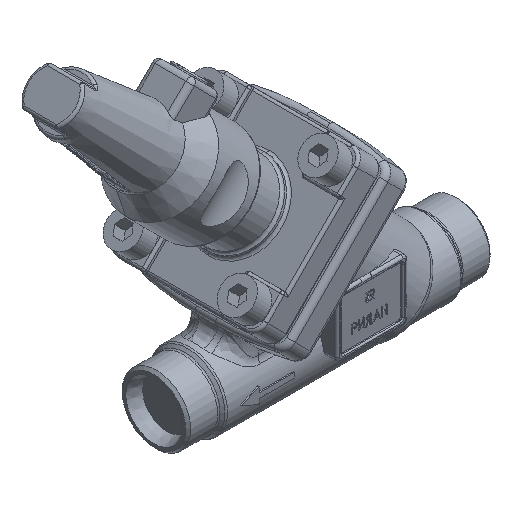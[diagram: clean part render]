
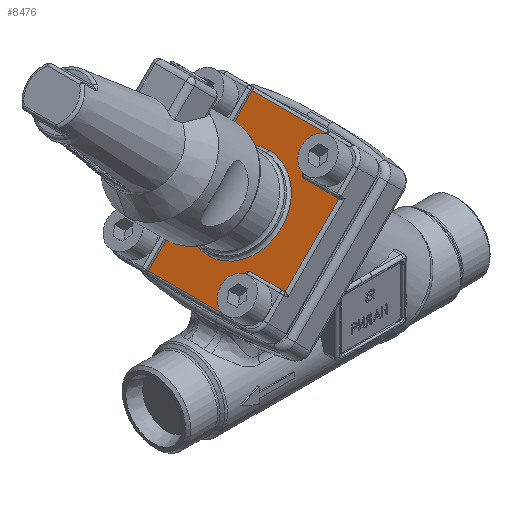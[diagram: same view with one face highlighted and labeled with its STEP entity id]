
A CAD part, isometric view. The second image highlights one B-rep face of the part: STEP entity #8476.
In plain terms, the highlighted planar face has unit normal (-0.707, 0, 0.707).
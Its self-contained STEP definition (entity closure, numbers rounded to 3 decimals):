
#8042=CARTESIAN_POINT('',(-16.088,-16.,65.028));
#8043=VERTEX_POINT('',#8042);
#8050=CARTESIAN_POINT('',(-16.088,-29.,65.028));
#8051=VERTEX_POINT('',#8050);
#8052=CARTESIAN_POINT('',(-16.088,-16.,65.028));
#8053=DIRECTION('',(-0.,-1.,-0.));
#8054=VECTOR('',#8053,13.);
#8055=LINE('',#8052,#8054);
#8056=EDGE_CURVE('',#8043,#8051,#8055,.T.);
#8082=CARTESIAN_POINT('',(-6.189,-15.,74.927));
#8083=VERTEX_POINT('',#8082);
#8090=CARTESIAN_POINT('',(-15.381,-15.,65.735));
#8091=VERTEX_POINT('',#8090);
#8092=CARTESIAN_POINT('',(-6.189,-15.,74.927));
#8093=DIRECTION('',(-0.707,0.,-0.707));
#8094=VECTOR('',#8093,13.);
#8095=LINE('',#8092,#8094);
#8096=EDGE_CURVE('',#8083,#8091,#8095,.T.);
#8122=CARTESIAN_POINT('',(-15.381,15.,65.735));
#8123=VERTEX_POINT('',#8122);
#8130=CARTESIAN_POINT('',(-6.189,15.,74.927));
#8131=VERTEX_POINT('',#8130);
#8132=CARTESIAN_POINT('',(-15.381,15.,65.735));
#8133=DIRECTION('',(0.707,-0.,0.707));
#8134=VECTOR('',#8133,13.);
#8135=LINE('',#8132,#8134);
#8136=EDGE_CURVE('',#8123,#8131,#8135,.T.);
#8162=CARTESIAN_POINT('',(-16.088,29.,65.028));
#8163=VERTEX_POINT('',#8162);
#8170=CARTESIAN_POINT('',(-16.088,16.,65.028));
#8171=VERTEX_POINT('',#8170);
#8172=CARTESIAN_POINT('',(-16.088,29.,65.028));
#8173=DIRECTION('',(-0.,-1.,-0.));
#8174=VECTOR('',#8173,13.);
#8175=LINE('',#8172,#8174);
#8176=EDGE_CURVE('',#8163,#8171,#8175,.T.);
#8202=CARTESIAN_POINT('',(-37.301,16.,43.815));
#8203=VERTEX_POINT('',#8202);
#8210=CARTESIAN_POINT('',(-37.301,29.,43.815));
#8211=VERTEX_POINT('',#8210);
#8212=CARTESIAN_POINT('',(-37.301,16.,43.815));
#8213=DIRECTION('',(0.,1.,0.));
#8214=VECTOR('',#8213,13.);
#8215=LINE('',#8212,#8214);
#8216=EDGE_CURVE('',#8203,#8211,#8215,.T.);
#8242=CARTESIAN_POINT('',(-47.201,15.,33.915));
#8243=VERTEX_POINT('',#8242);
#8250=CARTESIAN_POINT('',(-38.009,15.,43.107));
#8251=VERTEX_POINT('',#8250);
#8252=CARTESIAN_POINT('',(-47.201,15.,33.915));
#8253=DIRECTION('',(0.707,-0.,0.707));
#8254=VECTOR('',#8253,13.);
#8255=LINE('',#8252,#8254);
#8256=EDGE_CURVE('',#8243,#8251,#8255,.T.);
#8282=CARTESIAN_POINT('',(-38.009,-15.,43.107));
#8283=VERTEX_POINT('',#8282);
#8290=CARTESIAN_POINT('',(-47.201,-15.,33.915));
#8291=VERTEX_POINT('',#8290);
#8292=CARTESIAN_POINT('',(-38.009,-15.,43.107));
#8293=DIRECTION('',(-0.707,0.,-0.707));
#8294=VECTOR('',#8293,13.);
#8295=LINE('',#8292,#8294);
#8296=EDGE_CURVE('',#8283,#8291,#8295,.T.);
#8322=CARTESIAN_POINT('',(-37.301,-29.,43.815));
#8323=VERTEX_POINT('',#8322);
#8330=CARTESIAN_POINT('',(-37.301,-16.,43.815));
#8331=VERTEX_POINT('',#8330);
#8332=CARTESIAN_POINT('',(-37.301,-29.,43.815));
#8333=DIRECTION('',(0.,1.,0.));
#8334=VECTOR('',#8333,13.);
#8335=LINE('',#8332,#8334);
#8336=EDGE_CURVE('',#8323,#8331,#8335,.T.);
#8389=CARTESIAN_POINT('',(-26.695,0.,54.421));
#8390=DIRECTION('',(-0.707,0.,0.707));
#8391=DIRECTION('',(-0.707,0.,-0.707));
#8392=AXIS2_PLACEMENT_3D('',#8389,#8390,#8391);
#8393=PLANE('',#8392);
#8394=CARTESIAN_POINT('',(-38.716,0.,42.4));
#8395=VERTEX_POINT('',#8394);
#8396=CARTESIAN_POINT('',(-14.674,-0.,66.442));
#8397=VERTEX_POINT('',#8396);
#8398=CARTESIAN_POINT('',(-26.695,0.,54.421));
#8399=DIRECTION('',(0.707,-0.,-0.707));
#8400=DIRECTION('',(0.707,0.,0.707));
#8401=AXIS2_PLACEMENT_3D('',#8398,#8399,#8400);
#8402=CIRCLE('',#8401,17.);
#8403=EDGE_CURVE('',#8395,#8397,#8402,.T.);
#8404=ORIENTED_EDGE('',*,*,#8403,.T.);
#8405=CARTESIAN_POINT('',(-26.695,0.,54.421));
#8406=DIRECTION('',(0.707,-0.,-0.707));
#8407=DIRECTION('',(0.707,0.,0.707));
#8408=AXIS2_PLACEMENT_3D('',#8405,#8406,#8407);
#8409=CIRCLE('',#8408,17.);
#8410=EDGE_CURVE('',#8397,#8395,#8409,.T.);
#8411=ORIENTED_EDGE('',*,*,#8410,.T.);
#8412=EDGE_LOOP('',(#8404,#8411));
#8413=FACE_BOUND('',#8412,.T.);
#8414=ORIENTED_EDGE('',*,*,#8256,.F.);
#8415=CARTESIAN_POINT('',(-47.201,15.,33.915));
#8416=DIRECTION('',(-0.,-1.,-0.));
#8417=VECTOR('',#8416,30.);
#8418=LINE('',#8415,#8417);
#8419=EDGE_CURVE('',#8243,#8291,#8418,.T.);
#8420=ORIENTED_EDGE('',*,*,#8419,.T.);
#8421=ORIENTED_EDGE('',*,*,#8296,.F.);
#8422=CARTESIAN_POINT('',(-38.009,-16.,43.107));
#8423=DIRECTION('',(0.707,-0.,-0.707));
#8424=DIRECTION('',(0.707,0.,0.707));
#8425=AXIS2_PLACEMENT_3D('',#8422,#8423,#8424);
#8426=CIRCLE('',#8425,1.);
#8427=EDGE_CURVE('',#8283,#8331,#8426,.T.);
#8428=ORIENTED_EDGE('',*,*,#8427,.T.);
#8429=ORIENTED_EDGE('',*,*,#8336,.F.);
#8430=CARTESIAN_POINT('',(-37.301,-29.,43.815));
#8431=DIRECTION('',(0.707,-0.,0.707));
#8432=VECTOR('',#8431,30.);
#8433=LINE('',#8430,#8432);
#8434=EDGE_CURVE('',#8323,#8051,#8433,.T.);
#8435=ORIENTED_EDGE('',*,*,#8434,.T.);
#8436=ORIENTED_EDGE('',*,*,#8056,.F.);
#8437=CARTESIAN_POINT('',(-15.381,-16.,65.735));
#8438=DIRECTION('',(0.707,-0.,-0.707));
#8439=DIRECTION('',(0.707,0.,0.707));
#8440=AXIS2_PLACEMENT_3D('',#8437,#8438,#8439);
#8441=CIRCLE('',#8440,1.);
#8442=EDGE_CURVE('',#8043,#8091,#8441,.T.);
#8443=ORIENTED_EDGE('',*,*,#8442,.T.);
#8444=ORIENTED_EDGE('',*,*,#8096,.F.);
#8445=CARTESIAN_POINT('',(-6.189,-15.,74.927));
#8446=DIRECTION('',(0.,1.,0.));
#8447=VECTOR('',#8446,30.);
#8448=LINE('',#8445,#8447);
#8449=EDGE_CURVE('',#8083,#8131,#8448,.T.);
#8450=ORIENTED_EDGE('',*,*,#8449,.T.);
#8451=ORIENTED_EDGE('',*,*,#8136,.F.);
#8452=CARTESIAN_POINT('',(-15.381,16.,65.735));
#8453=DIRECTION('',(0.707,-0.,-0.707));
#8454=DIRECTION('',(0.707,0.,0.707));
#8455=AXIS2_PLACEMENT_3D('',#8452,#8453,#8454);
#8456=CIRCLE('',#8455,1.);
#8457=EDGE_CURVE('',#8123,#8171,#8456,.T.);
#8458=ORIENTED_EDGE('',*,*,#8457,.T.);
#8459=ORIENTED_EDGE('',*,*,#8176,.F.);
#8460=CARTESIAN_POINT('',(-16.088,29.,65.028));
#8461=DIRECTION('',(-0.707,0.,-0.707));
#8462=VECTOR('',#8461,30.);
#8463=LINE('',#8460,#8462);
#8464=EDGE_CURVE('',#8163,#8211,#8463,.T.);
#8465=ORIENTED_EDGE('',*,*,#8464,.T.);
#8466=ORIENTED_EDGE('',*,*,#8216,.F.);
#8467=CARTESIAN_POINT('',(-38.009,16.,43.107));
#8468=DIRECTION('',(0.707,-0.,-0.707));
#8469=DIRECTION('',(0.707,0.,0.707));
#8470=AXIS2_PLACEMENT_3D('',#8467,#8468,#8469);
#8471=CIRCLE('',#8470,1.);
#8472=EDGE_CURVE('',#8203,#8251,#8471,.T.);
#8473=ORIENTED_EDGE('',*,*,#8472,.T.);
#8474=EDGE_LOOP('',(#8414,#8420,#8421,#8428,#8429,#8435,#8436,#8443,#8444,#8450,#8451,#8458,#8459,#8465,#8466,#8473));
#8475=FACE_BOUND('',#8474,.T.);
#8476=ADVANCED_FACE('',(#8413,#8475),#8393,.T.);
